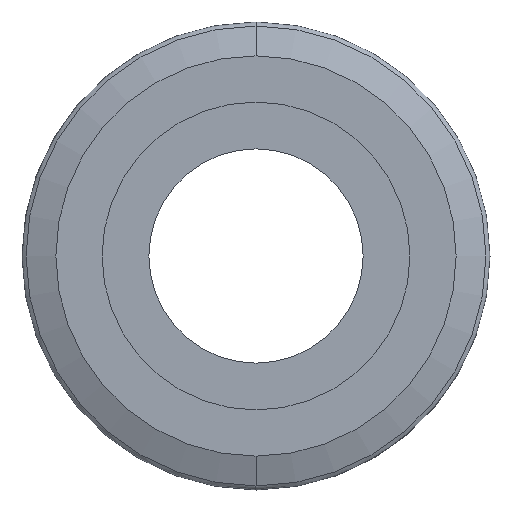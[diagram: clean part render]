
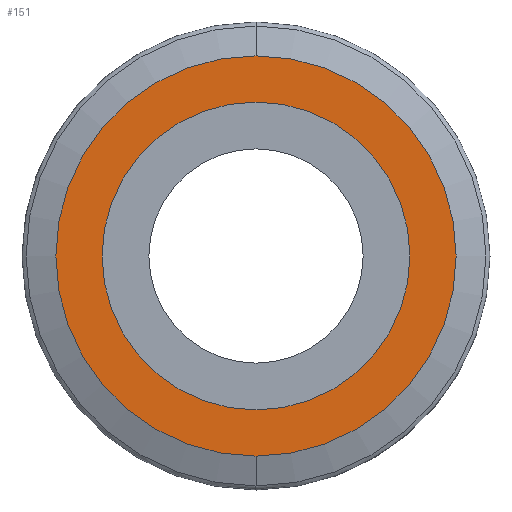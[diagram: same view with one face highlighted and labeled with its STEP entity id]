
A CAD part, left-side view. The second image highlights one B-rep face of the part: STEP entity #151.
In plain terms, the highlighted planar face has unit normal (-1, 0, 0).
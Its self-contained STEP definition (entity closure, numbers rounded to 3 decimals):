
#151=ADVANCED_FACE('',(#209,#210),#208,.T.);
#208=PLANE('',#580);
#209=FACE_OUTER_BOUND('',#581,.T.);
#210=FACE_BOUND('',#582,.T.);
#577=CARTESIAN_POINT('',(-11.,-94.451,-107.515));
#578=DIRECTION('',(-1.,0.,0.));
#579=DIRECTION('',(0.,0.,1.));
#580=AXIS2_PLACEMENT_3D('',#577,#578,#579);
#581=EDGE_LOOP('',(#875,#876));
#582=EDGE_LOOP('',(#877,#878));
#875=ORIENTED_EDGE('',*,*,#1023,.T.);
#876=ORIENTED_EDGE('',*,*,#1024,.T.);
#877=ORIENTED_EDGE('',*,*,#1025,.F.);
#878=ORIENTED_EDGE('',*,*,#1026,.F.);
#1023=EDGE_CURVE('',#1145,#1146,#1147,.T.);
#1024=EDGE_CURVE('',#1146,#1145,#1153,.T.);
#1025=EDGE_CURVE('',#1159,#1160,#1161,.T.);
#1026=EDGE_CURVE('',#1160,#1159,#1167,.T.);
#1145=VERTEX_POINT('',#1619);
#1146=VERTEX_POINT('',#1620);
#1147=CIRCLE('',#1624,48.758);
#1153=CIRCLE('',#1628,48.758);
#1159=VERTEX_POINT('',#1629);
#1160=VERTEX_POINT('',#1630);
#1161=CIRCLE('',#1634,30.4);
#1167=CIRCLE('',#1638,30.4);
#1619=CARTESIAN_POINT('',(-11.,0.,48.758));
#1620=CARTESIAN_POINT('',(-11.,0.,-48.758));
#1621=CARTESIAN_POINT('',(-11.,0.,0.));
#1622=DIRECTION('',(-1.,0.,0.));
#1623=DIRECTION('',(0.,0.,1.));
#1624=AXIS2_PLACEMENT_3D('',#1621,#1622,#1623);
#1625=CARTESIAN_POINT('',(-11.,0.,0.));
#1626=DIRECTION('',(-1.,0.,0.));
#1627=DIRECTION('',(0.,0.,1.));
#1628=AXIS2_PLACEMENT_3D('',#1625,#1626,#1627);
#1629=CARTESIAN_POINT('',(-11.,0.,-30.4));
#1630=CARTESIAN_POINT('',(-11.,0.,30.4));
#1631=CARTESIAN_POINT('',(-11.,0.,0.));
#1632=DIRECTION('',(-1.,0.,0.));
#1633=DIRECTION('',(0.,0.,1.));
#1634=AXIS2_PLACEMENT_3D('',#1631,#1632,#1633);
#1635=CARTESIAN_POINT('',(-11.,0.,0.));
#1636=DIRECTION('',(-1.,0.,0.));
#1637=DIRECTION('',(0.,0.,1.));
#1638=AXIS2_PLACEMENT_3D('',#1635,#1636,#1637);
